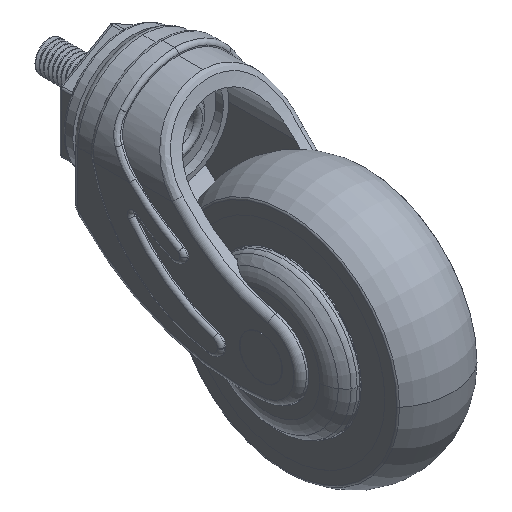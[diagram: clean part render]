
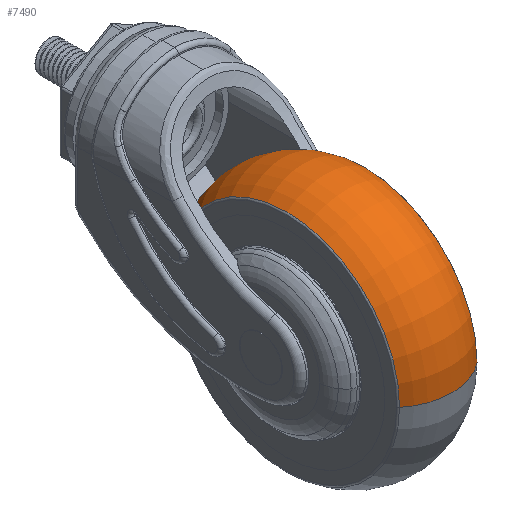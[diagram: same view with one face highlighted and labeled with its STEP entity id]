
A CAD part, isometric view. The second image highlights one B-rep face of the part: STEP entity #7490.
In plain terms, the highlighted toroidal (fillet/blend) face has major radius 26 mm and minor radius 25 mm.
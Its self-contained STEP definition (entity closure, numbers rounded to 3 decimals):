
#969 = DIRECTION ( 'NONE',  ( -1., 0., 0. ) ) ;
#1613 = DIRECTION ( 'NONE',  ( 0., -1., 0. ) ) ;
#1690 = VERTEX_POINT ( 'NONE', #2258 ) ;
#2184 = EDGE_CURVE ( 'NONE', #7438, #3809, #12371, .T. ) ;
#2258 = CARTESIAN_POINT ( 'NONE',  ( 15.623, 45.517, 0. ) ) ;
#2438 = EDGE_LOOP ( 'NONE', ( #10526, #3373, #15158, #13027 ) ) ;
#2594 = CIRCLE ( 'NONE', #11496, 25. ) ;
#2710 = DIRECTION ( 'NONE',  ( -1., 0., 0. ) ) ;
#2883 = DIRECTION ( 'NONE',  ( 0., -1., 0. ) ) ;
#3032 = TOROIDAL_SURFACE ( 'NONE', #5048, 26., 25. ) ;
#3373 = ORIENTED_EDGE ( 'NONE', *, *, #10583, .T. ) ;
#3470 = AXIS2_PLACEMENT_3D ( 'NONE', #7663, #12538, #1613 ) ;
#3580 = AXIS2_PLACEMENT_3D ( 'NONE', #11884, #969, #5817 ) ;
#3809 = VERTEX_POINT ( 'NONE', #5728 ) ;
#3913 = CARTESIAN_POINT ( 'NONE',  ( -15.623, -45.517, 0. ) ) ;
#5048 = AXIS2_PLACEMENT_3D ( 'NONE', #8925, #13794, #2883 ) ;
#5728 = CARTESIAN_POINT ( 'NONE',  ( -15.623, 45.517, 0. ) ) ;
#5799 = CARTESIAN_POINT ( 'NONE',  ( 0., 26., 0. ) ) ;
#5817 = DIRECTION ( 'NONE',  ( 0., -1., 0. ) ) ;
#6383 = CIRCLE ( 'NONE', #15329, 25. ) ;
#7438 = VERTEX_POINT ( 'NONE', #3913 ) ;
#7490 = ADVANCED_FACE ( 'NONE', ( #10113 ), #3032, .T. ) ;
#7663 = CARTESIAN_POINT ( 'NONE',  ( -15.623, 0., 0. ) ) ;
#7824 = EDGE_CURVE ( 'NONE', #14606, #1690, #10450, .T. ) ;
#8239 = CARTESIAN_POINT ( 'NONE',  ( 15.623, -45.517, 0. ) ) ;
#8748 = CARTESIAN_POINT ( 'NONE',  ( 0., -26., 0. ) ) ;
#8925 = CARTESIAN_POINT ( 'NONE',  ( 0., 0., 0. ) ) ;
#9467 = DIRECTION ( 'NONE',  ( 0., 0., 1. ) ) ;
#10113 = FACE_OUTER_BOUND ( 'NONE', #2438, .T. ) ;
#10133 = EDGE_CURVE ( 'NONE', #14606, #7438, #6383, .T. ) ;
#10450 = CIRCLE ( 'NONE', #3580, 45.517 ) ;
#10526 = ORIENTED_EDGE ( 'NONE', *, *, #7824, .T. ) ;
#10583 = EDGE_CURVE ( 'NONE', #1690, #3809, #2594, .T. ) ;
#11496 = AXIS2_PLACEMENT_3D ( 'NONE', #5799, #9467, #14347 ) ;
#11884 = CARTESIAN_POINT ( 'NONE',  ( 15.623, 0., 0. ) ) ;
#12371 = CIRCLE ( 'NONE', #3470, 45.517 ) ;
#12538 = DIRECTION ( 'NONE',  ( -1., 0., 0. ) ) ;
#13027 = ORIENTED_EDGE ( 'NONE', *, *, #10133, .F. ) ;
#13627 = DIRECTION ( 'NONE',  ( 0., 0., -1. ) ) ;
#13794 = DIRECTION ( 'NONE',  ( -1., 0., 0. ) ) ;
#14347 = DIRECTION ( 'NONE',  ( 0., -1., 0. ) ) ;
#14606 = VERTEX_POINT ( 'NONE', #8239 ) ;
#15158 = ORIENTED_EDGE ( 'NONE', *, *, #2184, .F. ) ;
#15329 = AXIS2_PLACEMENT_3D ( 'NONE', #8748, #13627, #2710 ) ;
